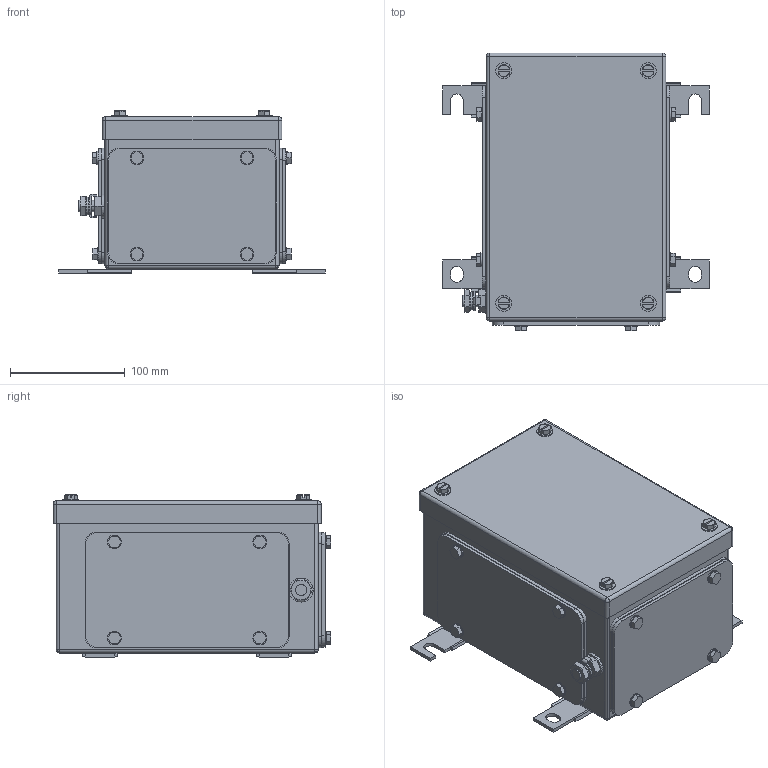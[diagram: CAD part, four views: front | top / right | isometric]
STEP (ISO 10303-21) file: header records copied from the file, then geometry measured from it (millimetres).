
FILE_DESCRIPTION(('CATIA V5 STEP Exchange','CAx-IF Rec.Pracs.--- Model Styling and Organization---1.4--- 2014-01-23'),'2;1');
FILE_NAME ('008607-4_3_1195680000_1195680000.stp','2019-09-24T08:51:11+00:00',('none'),('Weidmueller'),'CATIA Version 5-6 Release 2016 SP3 HF44','CATIA V5 STEP AP214','none');
FILE_SCHEMA(('AUTOMOTIVE_DESIGN { 1 0 10303 214 1 1 1 1 }'));
Length unit declared in the file: millimetre
Products named in the file (1): 1195680000
Bounding box: 233 x 242.5 x 141.5 mm (x, y, z)
Volume: 546636.6 mm3; surface area: 563194.4 mm2
Topology: 66 solids, 66 shells, 1412 faces, 3264 edges, 2024 vertices
Faces by surface type: cylinder 574, plane 520, cone 272, torus 30, sphere 16
Entity records: 37700 total; most frequent: CARTESIAN_POINT 7972, ORIENTED_EDGE 6416, DIRECTION 4967, EDGE_CURVE 3208, AXIS2_PLACEMENT_3D 2322, VERTEX_POINT 2024, EDGE_LOOP 1644, VECTOR 1638
